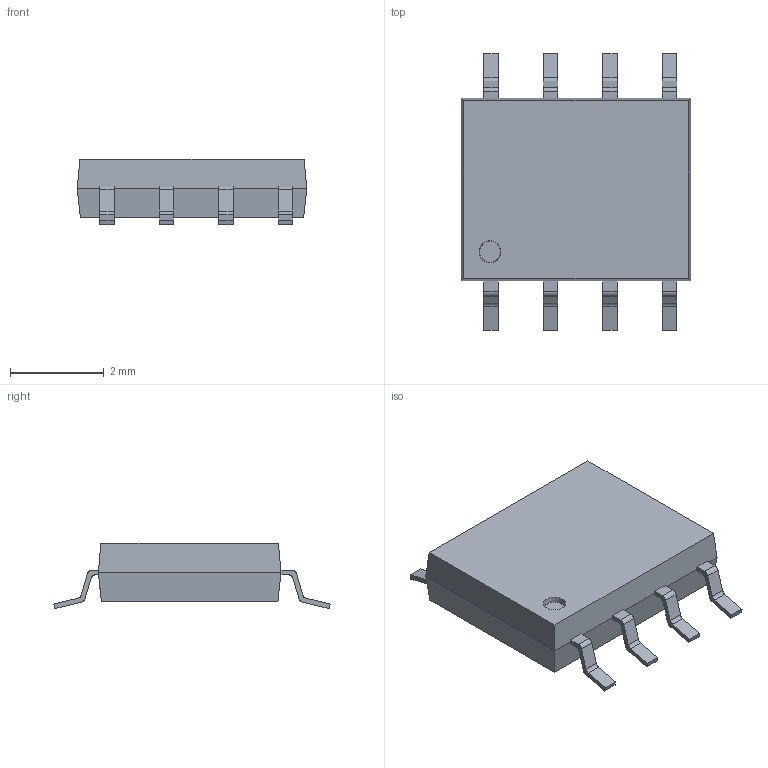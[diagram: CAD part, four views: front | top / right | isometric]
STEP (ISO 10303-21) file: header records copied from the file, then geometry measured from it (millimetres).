
FILE_DESCRIPTION (( 'STEP AP214' ), '1' );
FILE_NAME ('SOIC8.STEP', '2015-03-27T15:26:25', ( '' ), ( '' ), 'SwSTEP 2.0', 'SolidWorks 2014', '' );
FILE_SCHEMA (( 'AUTOMOTIVE_DESIGN' ));
Length unit declared in the file: inch
Products named in the file (1): SOIC8
Bounding box: 4.9 x 5.9 x 1.4 mm (x, y, z)
Volume: 23.6 mm3; surface area: 67.7 mm2
Topology: 5 solids, 5 shells, 121 faces, 326 edges, 216 vertices
Faces by surface type: plane 87, cylinder 32, cone 2
Entity records: 4029 total; most frequent: CARTESIAN_POINT 664, ORIENTED_EDGE 652, DIRECTION 638, EDGE_CURVE 326, LINE 258, VECTOR 258, VERTEX_POINT 216, AXIS2_PLACEMENT_3D 190
